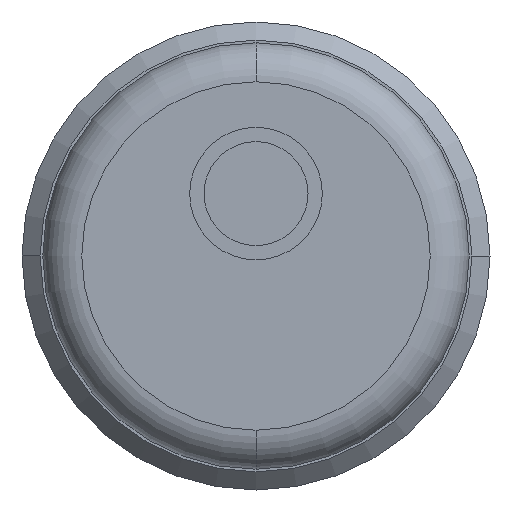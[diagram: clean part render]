
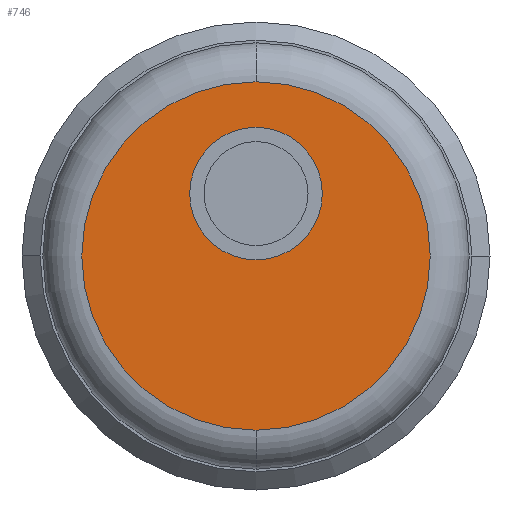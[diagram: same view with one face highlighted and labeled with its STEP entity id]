
A CAD part, front view. The second image highlights one B-rep face of the part: STEP entity #746.
In plain terms, the highlighted planar face has unit normal (0, -1, 0).
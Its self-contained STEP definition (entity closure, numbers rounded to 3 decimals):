
#317=CARTESIAN_POINT('',(0.,-25.506,0.));
#318=DIRECTION('',(0.,-1.,0.));
#319=DIRECTION('',(0.,0.,1.));
#320=AXIS2_PLACEMENT_3D('',#317,#318,#319);
#325=CARTESIAN_POINT('',(0.,-25.506,0.));
#326=DIRECTION('',(0.,-1.,0.));
#327=DIRECTION('',(0.,0.,-1.));
#328=AXIS2_PLACEMENT_3D('',#325,#326,#327);
#333=CARTESIAN_POINT('',(0.,-25.506,2.4));
#334=DIRECTION('',(0.,-1.,0.));
#335=DIRECTION('',(0.,0.,1.));
#336=AXIS2_PLACEMENT_3D('',#333,#334,#335);
#341=CARTESIAN_POINT('',(0.,-25.506,2.4));
#342=DIRECTION('',(0.,-1.,0.));
#343=DIRECTION('',(0.,0.,-1.));
#344=AXIS2_PLACEMENT_3D('',#341,#342,#343);
#480=CARTESIAN_POINT('',(0.,-25.506,6.7));
#481=CARTESIAN_POINT('',(0.,-25.506,-6.7));
#482=VERTEX_POINT('',#480);
#483=VERTEX_POINT('',#481);
#492=CARTESIAN_POINT('',(0.,-25.506,4.95));
#493=CARTESIAN_POINT('',(0.,-25.506,-0.15));
#494=VERTEX_POINT('',#492);
#495=VERTEX_POINT('',#493);
#730=CARTESIAN_POINT('',(0.,-25.506,0.));
#731=DIRECTION('',(0.,-1.,0.));
#732=DIRECTION('',(0.,0.,-1.));
#733=AXIS2_PLACEMENT_3D('',#730,#731,#732);
#734=PLANE('',#733);
#736=ORIENTED_EDGE('',*,*,#735,.F.);
#737=ORIENTED_EDGE('',*,*,#720,.F.);
#738=EDGE_LOOP('',(#736,#737));
#739=FACE_OUTER_BOUND('',#738,.F.);
#741=ORIENTED_EDGE('',*,*,#740,.T.);
#743=ORIENTED_EDGE('',*,*,#742,.T.);
#744=EDGE_LOOP('',(#741,#743));
#745=FACE_BOUND('',#744,.F.);
#746=ADVANCED_FACE('',(#739,#745),#734,.T.);
#321=CIRCLE('',#320,6.7);
#329=CIRCLE('',#328,6.7);
#337=CIRCLE('',#336,2.55);
#345=CIRCLE('',#344,2.55);
#720=EDGE_CURVE('',#483,#482,#329,.T.);
#735=EDGE_CURVE('',#482,#483,#321,.T.);
#740=EDGE_CURVE('',#494,#495,#337,.T.);
#742=EDGE_CURVE('',#495,#494,#345,.T.);
